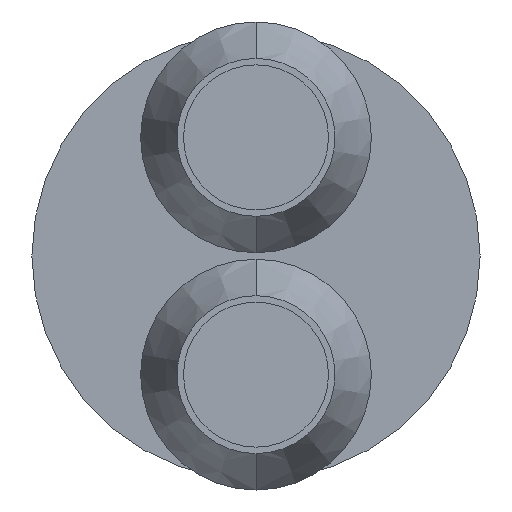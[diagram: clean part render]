
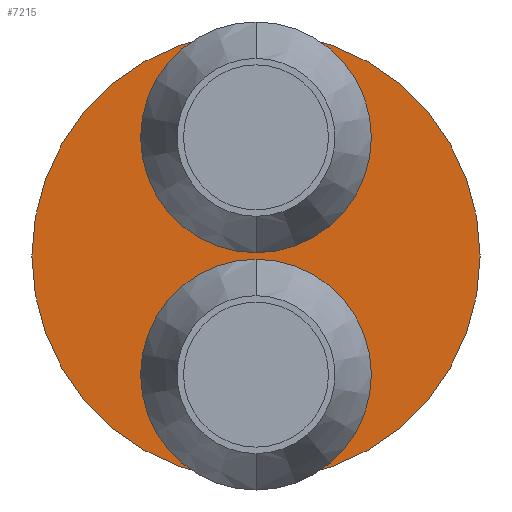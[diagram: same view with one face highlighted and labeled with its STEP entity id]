
A CAD part, front view. The second image highlights one B-rep face of the part: STEP entity #7215.
In plain terms, the highlighted planar face has unit normal (0, -1, 0).
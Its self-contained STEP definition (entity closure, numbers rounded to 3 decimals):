
#587=CARTESIAN_POINT('',(0.,-7.5,0.));
#588=DIRECTION('',(0.,1.,0.));
#589=DIRECTION('',(1.,0.,0.));
#590=AXIS2_PLACEMENT_3D('',#587,#588,#589);
#592=CARTESIAN_POINT('',(0.,-7.5,0.));
#593=DIRECTION('',(0.,1.,0.));
#594=DIRECTION('',(-1.,0.,0.));
#595=AXIS2_PLACEMENT_3D('',#592,#593,#594);
#597=CARTESIAN_POINT('',(-1.8,-7.5,0.));
#598=DIRECTION('',(0.,-1.,0.));
#599=DIRECTION('',(0.,0.,1.));
#600=AXIS2_PLACEMENT_3D('',#597,#598,#599);
#602=CARTESIAN_POINT('',(1.8,-7.5,0.));
#603=DIRECTION('',(0.,1.,0.));
#604=DIRECTION('',(0.,0.,1.));
#605=AXIS2_PLACEMENT_3D('',#602,#603,#604);
#607=CARTESIAN_POINT('',(1.8,-7.5,0.));
#608=DIRECTION('',(0.,1.,0.));
#609=DIRECTION('',(1.,0.,0.));
#610=AXIS2_PLACEMENT_3D('',#607,#608,#609);
#4217=CARTESIAN_POINT('',(-1.8,-7.5,0.));
#4218=DIRECTION('',(0.,1.,0.));
#4219=DIRECTION('',(0.,0.,1.));
#4220=AXIS2_PLACEMENT_3D('',#4217,#4218,#4219);
#6794=CARTESIAN_POINT('',(3.4,-7.5,0.));
#6795=CARTESIAN_POINT('',(-3.4,-7.5,0.));
#6796=VERTEX_POINT('',#6794);
#6797=VERTEX_POINT('',#6795);
#6828=CARTESIAN_POINT('',(-3.25,-7.5,0.));
#6830=VERTEX_POINT('',#6828);
#6892=CARTESIAN_POINT('',(-1.8,-7.5,1.45));
#6893=VERTEX_POINT('',#6892);
#6998=CARTESIAN_POINT('',(3.25,-7.5,0.));
#6999=VERTEX_POINT('',#6998);
#7021=CARTESIAN_POINT('',(1.8,-7.5,1.45));
#7022=VERTEX_POINT('',#7021);
#7192=CARTESIAN_POINT('',(0.,-7.5,0.));
#7193=DIRECTION('',(0.,1.,0.));
#7194=DIRECTION('',(1.,0.,0.));
#7195=AXIS2_PLACEMENT_3D('',#7192,#7193,#7194);
#7196=PLANE('',#7195);
#7198=ORIENTED_EDGE('',*,*,#7197,.T.);
#7200=ORIENTED_EDGE('',*,*,#7199,.T.);
#7201=EDGE_LOOP('',(#7198,#7200));
#7202=FACE_OUTER_BOUND('',#7201,.F.);
#7204=ORIENTED_EDGE('',*,*,#7203,.T.);
#7206=ORIENTED_EDGE('',*,*,#7205,.F.);
#7207=EDGE_LOOP('',(#7204,#7206));
#7208=FACE_BOUND('',#7207,.F.);
#7210=ORIENTED_EDGE('',*,*,#7209,.F.);
#7212=ORIENTED_EDGE('',*,*,#7211,.F.);
#7213=EDGE_LOOP('',(#7210,#7212));
#7214=FACE_BOUND('',#7213,.F.);
#591=CIRCLE('',#590,3.4);
#596=CIRCLE('',#595,3.4);
#601=CIRCLE('',#600,1.45);
#606=CIRCLE('',#605,1.45);
#611=CIRCLE('',#610,1.45);
#4221=CIRCLE('',#4220,1.45);
#7197=EDGE_CURVE('',#6796,#6797,#591,.T.);
#7199=EDGE_CURVE('',#6797,#6796,#596,.T.);
#7203=EDGE_CURVE('',#6893,#6830,#601,.T.);
#7205=EDGE_CURVE('',#6893,#6830,#4221,.T.);
#7209=EDGE_CURVE('',#7022,#6999,#606,.T.);
#7211=EDGE_CURVE('',#6999,#7022,#611,.T.);
#7215=ADVANCED_FACE('',(#7202,#7208,#7214),#7196,.F.);
